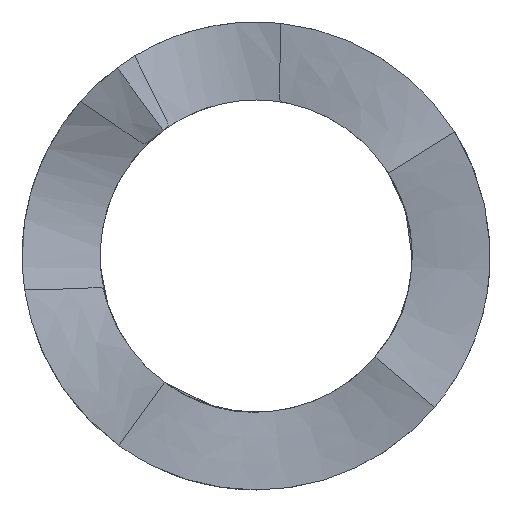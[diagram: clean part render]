
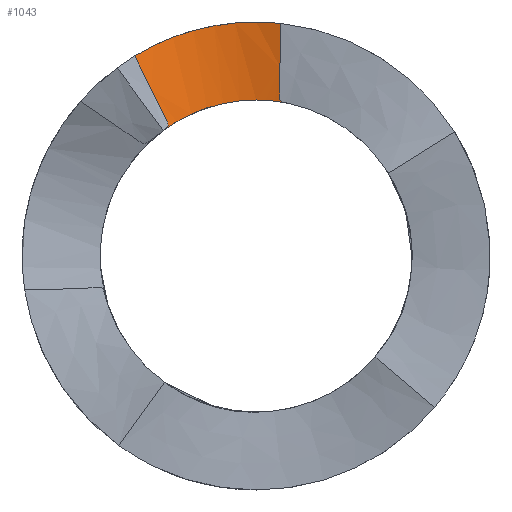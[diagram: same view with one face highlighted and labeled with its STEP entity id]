
A CAD part, left-side view. The second image highlights one B-rep face of the part: STEP entity #1043.
In plain terms, the highlighted cylindrical face has radius 9.525 mm (diameter 19.05 mm), a partial arc.
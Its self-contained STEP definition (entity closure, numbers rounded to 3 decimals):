
#22 = CARTESIAN_POINT ( 'NONE',  ( -80.232, -274.937, 532.077 ) ) ;
#32 = CARTESIAN_POINT ( 'NONE',  ( -80.055, -274.585, 534.752 ) ) ;
#45 = ORIENTED_EDGE ( 'NONE', *, *, #2146, .T. ) ;
#71 = CARTESIAN_POINT ( 'NONE',  ( -79.799, -271.916, 531.999 ) ) ;
#114 = CARTESIAN_POINT ( 'NONE',  ( -80.131, -270.002, 531.138 ) ) ;
#149 = CARTESIAN_POINT ( 'NONE',  ( -79.831, -273.925, 535.396 ) ) ;
#177 = CARTESIAN_POINT ( 'NONE',  ( -80.089, -274.543, 532.976 ) ) ;
#185 = CARTESIAN_POINT ( 'NONE',  ( -79.433, -270.155, 534.925 ) ) ;
#207 = CARTESIAN_POINT ( 'NONE',  ( -80.103, -274.499, 532.16 ) ) ;
#225 = CARTESIAN_POINT ( 'NONE',  ( -79.892, -270.957, 531.659 ) ) ;
#233 = EDGE_CURVE ( 'NONE', #1211, #1501, #1785, .T. ) ;
#245 = CARTESIAN_POINT ( 'NONE',  ( -80.02, -270.365, 531.35 ) ) ;
#279 = VERTEX_POINT ( 'NONE', #577 ) ;
#329 = CARTESIAN_POINT ( 'NONE',  ( -80.21, -274.867, 532.092 ) ) ;
#335 = CARTESIAN_POINT ( 'NONE',  ( -79.752, -273.592, 535.396 ) ) ;
#351 = CARTESIAN_POINT ( 'NONE',  ( -80.159, -274.694, 532.134 ) ) ;
#373 = CARTESIAN_POINT ( 'NONE',  ( -80.065, -274.577, 534.16 ) ) ;
#466 = CARTESIAN_POINT ( 'NONE',  ( -80.19, -269.846, 530.999 ) ) ;
#482 = EDGE_LOOP ( 'NONE', ( #1494, #45, #2061, #801, #1417, #2151 ) ) ;
#515 = CARTESIAN_POINT ( 'NONE',  ( -79.332, -271.841, 535.396 ) ) ;
#517 = CARTESIAN_POINT ( 'NONE',  ( -79.949, -273.823, 532.221 ) ) ;
#518 = CARTESIAN_POINT ( 'NONE',  ( -80.101, -274.532, 532.532 ) ) ;
#568 = CARTESIAN_POINT ( 'NONE',  ( -79.846, -271.267, 531.79 ) ) ;
#577 = CARTESIAN_POINT ( 'NONE',  ( -80.046, -274.588, 535.344 ) ) ;
#614 = CARTESIAN_POINT ( 'NONE',  ( -80.046, -268.657, 534.018 ) ) ;
#636 = CARTESIAN_POINT ( 'NONE',  ( -80.097, -269.835, 531.633 ) ) ;
#665 = CARTESIAN_POINT ( 'NONE',  ( -80.189, -274.797, 532.107 ) ) ;
#674 = VERTEX_POINT ( 'NONE', #1070 ) ;
#677 = CARTESIAN_POINT ( 'NONE',  ( -80.083, -274.554, 533.272 ) ) ;
#688 = CARTESIAN_POINT ( 'NONE',  ( -80.123, -274.57, 532.205 ) ) ;
#740 = CARTESIAN_POINT ( 'NONE',  ( -79.796, -272.415, 532.113 ) ) ;
#772 = CARTESIAN_POINT ( 'NONE',  ( -80.123, -270.017, 531.17 ) ) ;
#794 = CARTESIAN_POINT ( 'NONE',  ( -80.113, -270.017, 531.242 ) ) ;
#801 = ORIENTED_EDGE ( 'NONE', *, *, #233, .F. ) ;
#806 = CARTESIAN_POINT ( 'NONE',  ( -80.099, -269.867, 531.569 ) ) ;
#834 = CARTESIAN_POINT ( 'NONE',  ( -79.752, -273.592, 535.396 ) ) ;
#854 =( BOUNDED_CURVE ( )  B_SPLINE_CURVE ( 3, ( #834, #515, #185, #1702 ),
 .UNSPECIFIED., .F., .T. ) 
 B_SPLINE_CURVE_WITH_KNOTS ( ( 4, 4 ),
 ( 2.922, 3.466 ),
 .UNSPECIFIED. ) 
 CURVE ( )  GEOMETRIC_REPRESENTATION_ITEM ( )  RATIONAL_B_SPLINE_CURVE ( ( 1., 0.975, 0.975, 1. ) ) 
 REPRESENTATION_ITEM ( '' )  );
#860 = CARTESIAN_POINT ( 'NONE',  ( -80.105, -274.533, 532.421 ) ) ;
#871 = CARTESIAN_POINT ( 'NONE',  ( -80.107, -274.533, 532.384 ) ) ;
#892 = CARTESIAN_POINT ( 'NONE',  ( -79.995, -274.051, 532.209 ) ) ;
#902 = CARTESIAN_POINT ( 'NONE',  ( -79.807, -271.751, 531.951 ) ) ;
#905 = CARTESIAN_POINT ( 'NONE',  ( -89.951, -273.592, 525.871 ) ) ;
#930 = CARTESIAN_POINT ( 'NONE',  ( -80.065, -269.155, 532.981 ) ) ;
#941 = CARTESIAN_POINT ( 'NONE',  ( -80.18, -269.874, 531.02 ) ) ;
#982 = VERTEX_POINT ( 'NONE', #1216 ) ;
#1033 = EDGE_CURVE ( 'NONE', #1552, #674, #1107, .T. ) ;
#1038 = CARTESIAN_POINT ( 'NONE',  ( -80.232, -274.937, 532.077 ) ) ;
#1043 = ADVANCED_FACE ( 'NONE', ( #1715 ), #1748, .F. ) ;
#1058 = CARTESIAN_POINT ( 'NONE',  ( -80.164, -274.72, 532.124 ) ) ;
#1070 = CARTESIAN_POINT ( 'NONE',  ( -79.911, -273.592, 532.221 ) ) ;
#1107 = B_SPLINE_CURVE_WITH_KNOTS ( 'NONE', 3,
 ( #22, #1058, #207, #892, #517, #1207 ),
 .UNSPECIFIED., .F., .F.,
 ( 4, 2, 4 ),
 ( 0.04, 0.04, 0.041 ),
 .UNSPECIFIED. ) ;
#1188 = CARTESIAN_POINT ( 'NONE',  ( -80.046, -274.588, 535.344 ) ) ;
#1207 = CARTESIAN_POINT ( 'NONE',  ( -79.911, -273.592, 532.221 ) ) ;
#1211 = VERTEX_POINT ( 'NONE', #2034 ) ;
#1216 = CARTESIAN_POINT ( 'NONE',  ( -79.752, -273.592, 535.396 ) ) ;
#1247 = CARTESIAN_POINT ( 'NONE',  ( -80.2, -269.818, 530.978 ) ) ;
#1257 = CARTESIAN_POINT ( 'NONE',  ( -80.104, -270.08, 531.172 ) ) ;
#1323 = CARTESIAN_POINT ( 'NONE',  ( -80.089, -269.672, 531.954 ) ) ;
#1337 = CARTESIAN_POINT ( 'NONE',  ( -80.046, -274.588, 535.344 ) ) ;
#1364 = CARTESIAN_POINT ( 'NONE',  ( -80.12, -274.561, 532.221 ) ) ;
#1385 = CARTESIAN_POINT ( 'NONE',  ( -80.131, -274.595, 532.179 ) ) ;
#1417 = ORIENTED_EDGE ( 'NONE', *, *, #1914, .F. ) ;
#1436 = DIRECTION ( 'NONE',  ( 0., 0.976, -0.218 ) ) ;
#1452 = CARTESIAN_POINT ( 'NONE',  ( -80.12, -270.02, 531.188 ) ) ;
#1494 = ORIENTED_EDGE ( 'NONE', *, *, #1585, .F. ) ;
#1501 = VERTEX_POINT ( 'NONE', #614 ) ;
#1540 = CARTESIAN_POINT ( 'NONE',  ( -80.135, -274.611, 532.169 ) ) ;
#1552 = VERTEX_POINT ( 'NONE', #1038 ) ;
#1567 = CARTESIAN_POINT ( 'NONE',  ( -79.911, -273.592, 532.221 ) ) ;
#1568 = CARTESIAN_POINT ( 'NONE',  ( -80.113, -274.541, 532.274 ) ) ;
#1579 = DIRECTION ( 'NONE',  ( -0.093, -0.217, -0.972 ) ) ;
#1585 = EDGE_CURVE ( 'NONE', #279, #1552, #2172, .T. ) ;
#1605 = CARTESIAN_POINT ( 'NONE',  ( -80.083, -269.541, 532.21 ) ) ;
#1617 = CARTESIAN_POINT ( 'NONE',  ( -80.16, -269.929, 531.063 ) ) ;
#1629 = AXIS2_PLACEMENT_3D ( 'NONE', #905, #1579, #1436 ) ;
#1641 = CARTESIAN_POINT ( 'NONE',  ( -80.136, -269.992, 531.123 ) ) ;
#1642 = CARTESIAN_POINT ( 'NONE',  ( -80.055, -268.903, 533.498 ) ) ;
#1653 = CARTESIAN_POINT ( 'NONE',  ( -80.2, -269.818, 530.978 ) ) ;
#1694 = CARTESIAN_POINT ( 'NONE',  ( -80.111, -274.538, 532.311 ) ) ;
#1700 = CARTESIAN_POINT ( 'NONE',  ( -79.929, -274.257, 535.379 ) ) ;
#1702 = CARTESIAN_POINT ( 'NONE',  ( -80.046, -268.657, 534.018 ) ) ;
#1715 = FACE_OUTER_BOUND ( 'NONE', #482, .T. ) ;
#1716 = CARTESIAN_POINT ( 'NONE',  ( -80.232, -274.937, 532.077 ) ) ;
#1745 = CARTESIAN_POINT ( 'NONE',  ( -79.855, -273.253, 532.221 ) ) ;
#1748 = CYLINDRICAL_SURFACE ( 'NONE', #1629, 9.525 ) ;
#1785 = B_SPLINE_CURVE_WITH_KNOTS ( 'NONE', 3,
 ( #1653, #466, #941, #1617, #1812, #1641, #114, #772, #1452, #794, #2156, #1988, #1826, #806, #636, #1323, #1605, #930, #1642, #1814 ),
 .UNSPECIFIED., .F., .F.,
 ( 4, 2, 2, 2, 2, 2, 2, 2, 2, 4 ),
 ( 0., 0., 0., 0., 0., 0., 0.001, 0.001, 0.002, 0.003 ),
 .UNSPECIFIED. ) ;
#1812 = CARTESIAN_POINT ( 'NONE',  ( -80.15, -269.956, 531.085 ) ) ;
#1814 = CARTESIAN_POINT ( 'NONE',  ( -80.046, -268.657, 534.018 ) ) ;
#1826 = CARTESIAN_POINT ( 'NONE',  ( -80.103, -269.931, 531.44 ) ) ;
#1847 = EDGE_CURVE ( 'NONE', #982, #1501, #854, .T. ) ;
#1862 = CARTESIAN_POINT ( 'NONE',  ( -80.149, -274.659, 532.144 ) ) ;
#1913 = CARTESIAN_POINT ( 'NONE',  ( -79.819, -272.916, 532.194 ) ) ;
#1914 = EDGE_CURVE ( 'NONE', #674, #1211, #1923, .T. ) ;
#1923 = B_SPLINE_CURVE_WITH_KNOTS ( 'NONE', 3,
 ( #1567, #1745, #1913, #740, #2102, #71, #902, #568, #225, #245, #1257, #1247 ),
 .UNSPECIFIED., .F., .F.,
 ( 4, 2, 2, 2, 2, 4 ),
 ( 0., 0.001, 0.002, 0.002, 0.003, 0.004 ),
 .UNSPECIFIED. ) ;
#1988 = CARTESIAN_POINT ( 'NONE',  ( -80.106, -269.963, 531.376 ) ) ;
#2003 =( BOUNDED_CURVE ( )  B_SPLINE_CURVE ( 3, ( #1337, #1700, #149, #335 ),
 .UNSPECIFIED., .F., .T. ) 
 B_SPLINE_CURVE_WITH_KNOTS ( ( 4, 4 ),
 ( 2.817, 2.922 ),
 .UNSPECIFIED. ) 
 CURVE ( )  GEOMETRIC_REPRESENTATION_ITEM ( )  RATIONAL_B_SPLINE_CURVE ( ( 1., 0.999, 0.999, 1. ) ) 
 REPRESENTATION_ITEM ( '' )  );
#2034 = CARTESIAN_POINT ( 'NONE',  ( -80.2, -269.818, 530.978 ) ) ;
#2047 = CARTESIAN_POINT ( 'NONE',  ( -80.099, -274.534, 532.606 ) ) ;
#2061 = ORIENTED_EDGE ( 'NONE', *, *, #1847, .T. ) ;
#2102 = CARTESIAN_POINT ( 'NONE',  ( -79.793, -272.248, 532.08 ) ) ;
#2146 = EDGE_CURVE ( 'NONE', #279, #982, #2003, .T. ) ;
#2151 = ORIENTED_EDGE ( 'NONE', *, *, #1033, .F. ) ;
#2156 = CARTESIAN_POINT ( 'NONE',  ( -80.111, -270.003, 531.276 ) ) ;
#2172 = B_SPLINE_CURVE_WITH_KNOTS ( 'NONE', 3,
 ( #1188, #32, #373, #677, #177, #2047, #518, #860, #871, #1694, #1568, #1364, #688, #1385, #1540, #1862, #351, #665, #329, #1716 ),
 .UNSPECIFIED., .F., .F.,
 ( 4, 2, 2, 2, 2, 2, 2, 2, 2, 4 ),
 ( 0.001, 0.002, 0.003, 0.003, 0.004, 0.004, 0.004, 0.004, 0.004, 0.004 ),
 .UNSPECIFIED. ) ;
